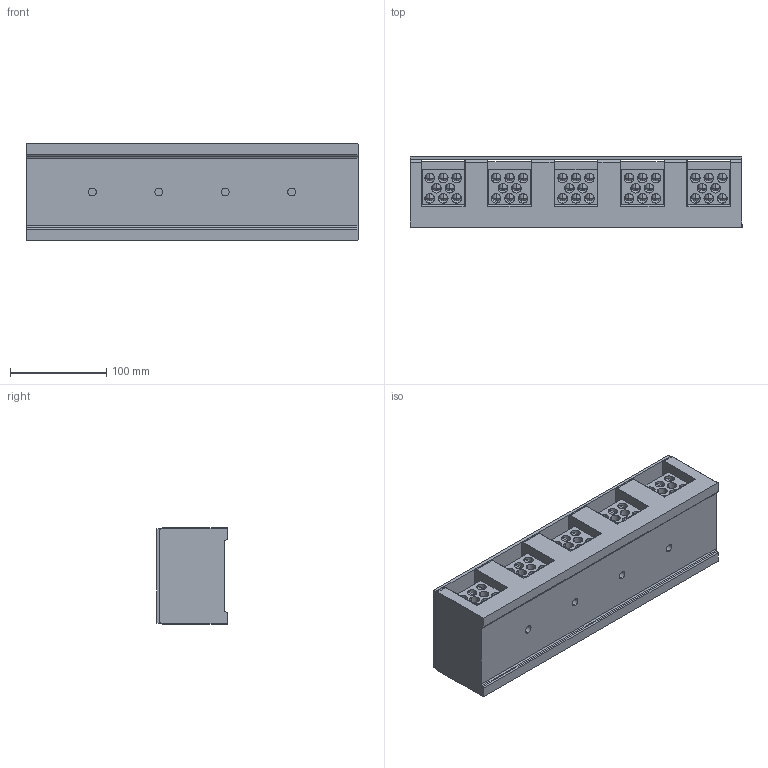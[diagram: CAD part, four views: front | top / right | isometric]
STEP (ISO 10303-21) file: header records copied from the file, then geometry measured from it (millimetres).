
FILE_DESCRIPTION((''),'2;1');
FILE_NAME('UDJ-6005_8_35','2024-07-05T',('dell'),(''),'PRO/ENGINEER BY PARAMETRIC TECHNOLOGY CORPORATION, 2013230','PRO/ENGINEER BY PARAMETRIC TECHNOLOGY CORPORATION, 2013230','');
FILE_SCHEMA(('AUTOMOTIVE_DESIGN { 1 0 10303 214 1 1 1 1 }'));
Products named in the file (1): UDJ-6005_8_35
Bounding box: 345 x 73 x 100 mm (x, y, z)
Volume: 1664109.5 mm3; surface area: 344533.8 mm2
Topology: 6 solids, 48 shells, 3010 faces, 8169 edges, 5076 vertices
Faces by surface type: plane 1724, cylinder 597, cone 325, bspline 220, sphere 100, torus 44
Entity records: 107609 total; most frequent: CARTESIAN_POINT 34017, ORIENTED_EDGE 15898, DIRECTION 14313, EDGE_CURVE 7949, VECTOR 5145, LINE 5145, VERTEX_POINT 5076, AXIS2_PLACEMENT_3D 4584
